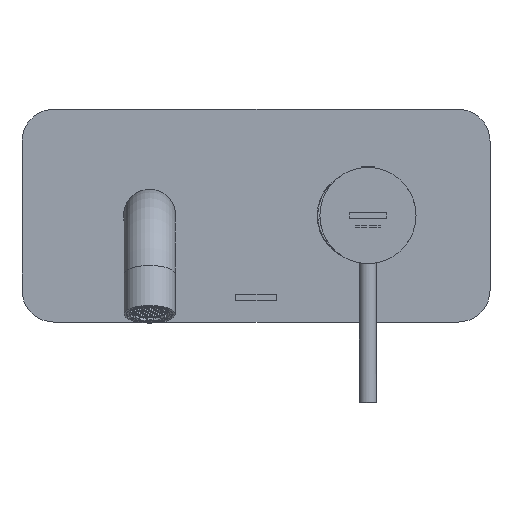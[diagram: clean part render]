
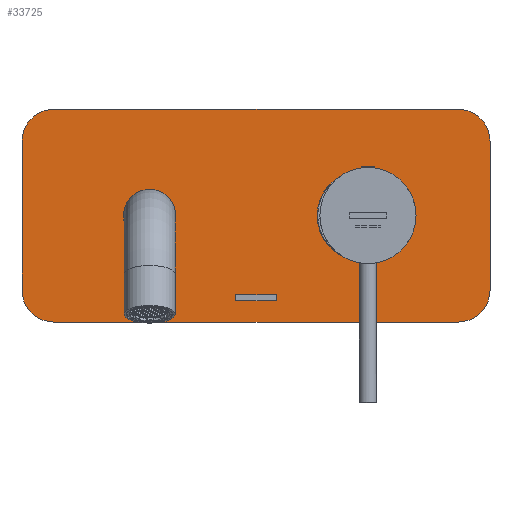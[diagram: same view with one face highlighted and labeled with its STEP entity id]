
A CAD part, top view. The second image highlights one B-rep face of the part: STEP entity #33725.
In plain terms, the highlighted planar face has unit normal (0, 0, 1).
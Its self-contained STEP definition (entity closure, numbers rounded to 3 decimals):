
#7 = CARTESIAN_POINT ( 'NONE',  ( -59.5, -40., 52. ) ) ;
#93 = FACE_BOUND ( 'NONE', #19561, .T. ) ;
#182 = EDGE_CURVE ( 'NONE', #12046, #12046, #26235, .T. ) ;
#755 = DIRECTION ( 'NONE',  ( 0., 0., 1. ) ) ;
#1116 = CARTESIAN_POINT ( 'NONE',  ( -145., -50., 52. ) ) ;
#1137 = DIRECTION ( 'NONE',  ( -1., 0., 0. ) ) ;
#1376 = AXIS2_PLACEMENT_3D ( 'NONE', #28598, #755, #1137 ) ;
#1675 = EDGE_LOOP ( 'NONE', ( #14218 ) ) ;
#1726 = DIRECTION ( 'NONE',  ( -1., 0., 0. ) ) ;
#2142 = VERTEX_POINT ( 'NONE', #12333 ) ;
#2152 = EDGE_CURVE ( 'NONE', #26198, #25235, #17851, .T. ) ;
#3366 = LINE ( 'NONE', #5766, #34020 ) ;
#3731 = CIRCLE ( 'NONE', #1376, 15. ) ;
#3937 = DIRECTION ( 'NONE',  ( 0., 1., 0. ) ) ;
#4008 = AXIS2_PLACEMENT_3D ( 'NONE', #33951, #8700, #28410 ) ;
#4820 = DIRECTION ( 'NONE',  ( 0., -1., 0. ) ) ;
#4873 = CARTESIAN_POINT ( 'NONE',  ( 45., -50., 52. ) ) ;
#4882 = ORIENTED_EDGE ( 'NONE', *, *, #13348, .T. ) ;
#5698 = DIRECTION ( 'NONE',  ( -1., 0., 0. ) ) ;
#5766 = CARTESIAN_POINT ( 'NONE',  ( -40.5, 0., 52. ) ) ;
#6061 = CARTESIAN_POINT ( 'NONE',  ( -160., 50., 52. ) ) ;
#6161 = CARTESIAN_POINT ( 'NONE',  ( 0., 0., 52. ) ) ;
#6343 = VECTOR ( 'NONE', #26897, 1000. ) ;
#6399 = CARTESIAN_POINT ( 'NONE',  ( 0., 0., 52. ) ) ;
#7115 = ORIENTED_EDGE ( 'NONE', *, *, #7341, .F. ) ;
#7341 = EDGE_CURVE ( 'NONE', #12902, #33363, #30066, .T. ) ;
#7478 = CARTESIAN_POINT ( 'NONE',  ( 60., 35., 52. ) ) ;
#7790 = CARTESIAN_POINT ( 'NONE',  ( -100., 0., 52. ) ) ;
#8558 = EDGE_CURVE ( 'NONE', #2142, #13518, #11393, .T. ) ;
#8700 = DIRECTION ( 'NONE',  ( 0., 0., 1. ) ) ;
#8775 = AXIS2_PLACEMENT_3D ( 'NONE', #21852, #33096, #36054 ) ;
#9364 = DIRECTION ( 'NONE',  ( 1., 0., 0. ) ) ;
#9390 = EDGE_CURVE ( 'NONE', #31004, #31369, #25898, .T. ) ;
#9909 = DIRECTION ( 'NONE',  ( 1., 0., 0. ) ) ;
#9919 = VECTOR ( 'NONE', #12877, 1000. ) ;
#10157 = CARTESIAN_POINT ( 'NONE',  ( -160., -50., 52. ) ) ;
#11031 = ORIENTED_EDGE ( 'NONE', *, *, #26574, .T. ) ;
#11303 = DIRECTION ( 'NONE',  ( 0., 1., 0. ) ) ;
#11393 = LINE ( 'NONE', #6061, #21991 ) ;
#11445 = AXIS2_PLACEMENT_3D ( 'NONE', #6399, #14508, #17625 ) ;
#11638 = CARTESIAN_POINT ( 'NONE',  ( -40.5, -37.15, 52. ) ) ;
#12004 = ORIENTED_EDGE ( 'NONE', *, *, #13429, .T. ) ;
#12046 = VERTEX_POINT ( 'NONE', #12741 ) ;
#12333 = CARTESIAN_POINT ( 'NONE',  ( -145., 50., 52. ) ) ;
#12741 = CARTESIAN_POINT ( 'NONE',  ( -112.3, 0., 52. ) ) ;
#12877 = DIRECTION ( 'NONE',  ( -1., 0., 0. ) ) ;
#12902 = VERTEX_POINT ( 'NONE', #7478 ) ;
#12929 = LINE ( 'NONE', #10157, #13185 ) ;
#13185 = VECTOR ( 'NONE', #3937, 1000. ) ;
#13258 = EDGE_LOOP ( 'NONE', ( #7115, #34147, #30760, #25593, #16012, #12004, #15810, #11031 ) ) ;
#13348 = EDGE_CURVE ( 'NONE', #13445, #25370, #3366, .T. ) ;
#13429 = EDGE_CURVE ( 'NONE', #22360, #25235, #19886, .T. ) ;
#13445 = VERTEX_POINT ( 'NONE', #11638 ) ;
#13518 = VERTEX_POINT ( 'NONE', #15304 ) ;
#14095 = FACE_BOUND ( 'NONE', #17098, .T. ) ;
#14218 = ORIENTED_EDGE ( 'NONE', *, *, #19452, .T. ) ;
#14264 = FACE_OUTER_BOUND ( 'NONE', #13258, .T. ) ;
#14508 = DIRECTION ( 'NONE',  ( 0., 0., -1. ) ) ;
#15042 = EDGE_CURVE ( 'NONE', #2142, #20019, #3731, .T. ) ;
#15304 = CARTESIAN_POINT ( 'NONE',  ( 45., 50., 52. ) ) ;
#15810 = ORIENTED_EDGE ( 'NONE', *, *, #2152, .F. ) ;
#16012 = ORIENTED_EDGE ( 'NONE', *, *, #27679, .F. ) ;
#16067 = ORIENTED_EDGE ( 'NONE', *, *, #182, .T. ) ;
#17098 = EDGE_LOOP ( 'NONE', ( #31179, #32447, #27429, #4882 ) ) ;
#17394 = DIRECTION ( 'NONE',  ( -1., 0., 0. ) ) ;
#17625 = DIRECTION ( 'NONE',  ( -1., 0., 0. ) ) ;
#17851 = LINE ( 'NONE', #29122, #9919 ) ;
#18209 = AXIS2_PLACEMENT_3D ( 'NONE', #6161, #25724, #17394 ) ;
#18219 = CARTESIAN_POINT ( 'NONE',  ( 0., -40., 52. ) ) ;
#18859 = DIRECTION ( 'NONE',  ( 0., 0., -1. ) ) ;
#19365 = CARTESIAN_POINT ( 'NONE',  ( -160., 35., 52. ) ) ;
#19452 = EDGE_CURVE ( 'NONE', #24915, #24915, #33247, .T. ) ;
#19561 = EDGE_LOOP ( 'NONE', ( #16067 ) ) ;
#19681 = CARTESIAN_POINT ( 'NONE',  ( 45., -35., 52. ) ) ;
#19886 = CIRCLE ( 'NONE', #4008, 15. ) ;
#20019 = VERTEX_POINT ( 'NONE', #19365 ) ;
#20155 = FACE_BOUND ( 'NONE', #1675, .T. ) ;
#20598 = CARTESIAN_POINT ( 'NONE',  ( 0., -37.15, 52. ) ) ;
#20785 = CARTESIAN_POINT ( 'NONE',  ( -160., -35., 52. ) ) ;
#21852 = CARTESIAN_POINT ( 'NONE',  ( 45., 35., 52. ) ) ;
#21991 = VECTOR ( 'NONE', #9364, 1000. ) ;
#22360 = VERTEX_POINT ( 'NONE', #20785 ) ;
#22430 = EDGE_CURVE ( 'NONE', #25370, #31004, #24133, .T. ) ;
#22606 = VECTOR ( 'NONE', #11303, 1000. ) ;
#23847 = CARTESIAN_POINT ( 'NONE',  ( -59.5, -37.15, 52. ) ) ;
#24133 = LINE ( 'NONE', #18219, #6343 ) ;
#24915 = VERTEX_POINT ( 'NONE', #35419 ) ;
#25023 = VECTOR ( 'NONE', #9909, 1000. ) ;
#25235 = VERTEX_POINT ( 'NONE', #1116 ) ;
#25309 = DIRECTION ( 'NONE',  ( 0., -1., 0. ) ) ;
#25370 = VERTEX_POINT ( 'NONE', #27272 ) ;
#25593 = ORIENTED_EDGE ( 'NONE', *, *, #15042, .T. ) ;
#25665 = AXIS2_PLACEMENT_3D ( 'NONE', #7790, #18859, #1726 ) ;
#25724 = DIRECTION ( 'NONE',  ( 0., 0., -1. ) ) ;
#25898 = LINE ( 'NONE', #28284, #22606 ) ;
#26198 = VERTEX_POINT ( 'NONE', #4873 ) ;
#26235 = CIRCLE ( 'NONE', #25665, 12.3 ) ;
#26574 = EDGE_CURVE ( 'NONE', #26198, #33363, #26751, .T. ) ;
#26751 = CIRCLE ( 'NONE', #29670, 15. ) ;
#26897 = DIRECTION ( 'NONE',  ( -1., 0., 0. ) ) ;
#27272 = CARTESIAN_POINT ( 'NONE',  ( -40.5, -40., 52. ) ) ;
#27429 = ORIENTED_EDGE ( 'NONE', *, *, #29251, .T. ) ;
#27679 = EDGE_CURVE ( 'NONE', #22360, #20019, #12929, .T. ) ;
#27790 = VECTOR ( 'NONE', #4820, 1000. ) ;
#28284 = CARTESIAN_POINT ( 'NONE',  ( -59.5, 0., 52. ) ) ;
#28410 = DIRECTION ( 'NONE',  ( -1., 0., 0. ) ) ;
#28598 = CARTESIAN_POINT ( 'NONE',  ( -145., 35., 52. ) ) ;
#29122 = CARTESIAN_POINT ( 'NONE',  ( 60., -50., 52. ) ) ;
#29251 = EDGE_CURVE ( 'NONE', #31369, #13445, #35344, .T. ) ;
#29670 = AXIS2_PLACEMENT_3D ( 'NONE', #19681, #30933, #5698 ) ;
#30066 = LINE ( 'NONE', #35408, #27790 ) ;
#30760 = ORIENTED_EDGE ( 'NONE', *, *, #8558, .F. ) ;
#30933 = DIRECTION ( 'NONE',  ( 0., 0., 1. ) ) ;
#31004 = VERTEX_POINT ( 'NONE', #7 ) ;
#31104 = CARTESIAN_POINT ( 'NONE',  ( 60., -35., 52. ) ) ;
#31179 = ORIENTED_EDGE ( 'NONE', *, *, #22430, .T. ) ;
#31369 = VERTEX_POINT ( 'NONE', #23847 ) ;
#31404 = PLANE ( 'NONE',  #18209 ) ;
#32447 = ORIENTED_EDGE ( 'NONE', *, *, #9390, .T. ) ;
#33096 = DIRECTION ( 'NONE',  ( 0., 0., 1. ) ) ;
#33247 = CIRCLE ( 'NONE', #11445, 21.25 ) ;
#33363 = VERTEX_POINT ( 'NONE', #31104 ) ;
#33641 = EDGE_CURVE ( 'NONE', #12902, #13518, #35873, .T. ) ;
#33725 = ADVANCED_FACE ( 'NONE', ( #14095, #93, #20155, #14264 ), #31404, .F. ) ;
#33951 = CARTESIAN_POINT ( 'NONE',  ( -145., -35., 52. ) ) ;
#34020 = VECTOR ( 'NONE', #25309, 1000. ) ;
#34147 = ORIENTED_EDGE ( 'NONE', *, *, #33641, .T. ) ;
#35344 = LINE ( 'NONE', #20598, #25023 ) ;
#35408 = CARTESIAN_POINT ( 'NONE',  ( 60., 50., 52. ) ) ;
#35419 = CARTESIAN_POINT ( 'NONE',  ( -21.25, 0., 52. ) ) ;
#35873 = CIRCLE ( 'NONE', #8775, 15. ) ;
#36054 = DIRECTION ( 'NONE',  ( -1., 0., 0. ) ) ;
